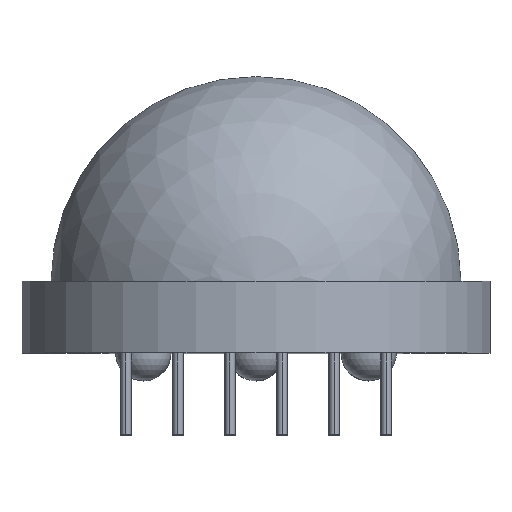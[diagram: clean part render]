
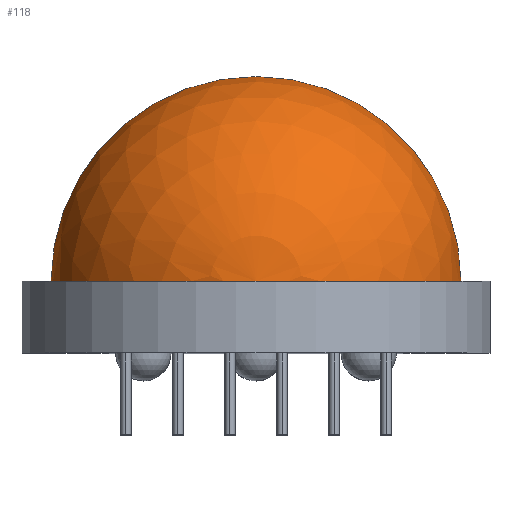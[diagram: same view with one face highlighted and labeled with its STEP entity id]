
A CAD part, top view. The second image highlights one B-rep face of the part: STEP entity #118.
In plain terms, the highlighted spherical face has radius 10 mm.
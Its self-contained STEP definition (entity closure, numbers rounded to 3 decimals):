
#118 = ADVANCED_FACE ( 'NONE', ( #9491 ), #9495, .T. ) ;
#179 = EDGE_CURVE ( 'NONE', #2816, #2814, #9950, .T. ) ;
#180 = EDGE_CURVE ( 'NONE', #2816, #2813, #7521, .T. ) ;
#381 = AXIS2_PLACEMENT_3D ( 'NONE', #4774, #4778, #4779 ) ;
#382 = AXIS2_PLACEMENT_3D ( 'NONE', #4780, #4781, #4782 ) ;
#925 = EDGE_LOOP ( 'NONE', ( #3849, #3850, #3851, #3853, #3852 ) ) ;
#2813 = VERTEX_POINT ( 'NONE', #6906 ) ;
#2814 = VERTEX_POINT ( 'NONE', #6907 ) ;
#2816 = VERTEX_POINT ( 'NONE', #6909 ) ;
#2958 = VERTEX_POINT ( 'NONE', #7016 ) ;
#2959 = VERTEX_POINT ( 'NONE', #7017 ) ;
#3849 = ORIENTED_EDGE ( 'NONE', *, *, #179, .F. ) ;
#3850 = ORIENTED_EDGE ( 'NONE', *, *, #180, .T. ) ;
#3851 = ORIENTED_EDGE ( 'NONE', *, *, #9903, .F. ) ;
#3852 = ORIENTED_EDGE ( 'NONE', *, *, #9905, .F. ) ;
#3853 = ORIENTED_EDGE ( 'NONE', *, *, #9904, .F. ) ;
#4528 = CARTESIAN_POINT ( 'NONE',  ( 0., 0., 0. ) ) ;
#4529 = DIRECTION ( 'NONE',  ( 0., 0., -1. ) ) ;
#4530 = DIRECTION ( 'NONE',  ( -1., 0., 0. ) ) ;
#4774 = CARTESIAN_POINT ( 'NONE',  ( 0., 0., 0. ) ) ;
#4778 = DIRECTION ( 'NONE',  ( 0., 0., -1. ) ) ;
#4779 = DIRECTION ( 'NONE',  ( -1., 0., 0. ) ) ;
#4780 = CARTESIAN_POINT ( 'NONE',  ( 0., 0., 0. ) ) ;
#4781 = DIRECTION ( 'NONE',  ( 0., 0., 1. ) ) ;
#4782 = DIRECTION ( 'NONE',  ( 1., 0., 0. ) ) ;
#6906 = CARTESIAN_POINT ( 'NONE',  ( -10., 0., 0. ) ) ;
#6907 = CARTESIAN_POINT ( 'NONE',  ( 10., 0., 0. ) ) ;
#6909 = CARTESIAN_POINT ( 'NONE',  ( 0., 10., 0. ) ) ;
#7016 = CARTESIAN_POINT ( 'NONE',  ( -9.908, 0., 1.35 ) ) ;
#7017 = CARTESIAN_POINT ( 'NONE',  ( 9.908, 0., 1.35 ) ) ;
#7492 = AXIS2_PLACEMENT_3D ( 'NONE', #10070, #10071, #10072 ) ;
#7494 = AXIS2_PLACEMENT_3D ( 'NONE', #10058, #10068, #10069 ) ;
#7499 = AXIS2_PLACEMENT_3D ( 'NONE', #10073, #10074, #10075 ) ;
#7521 = CIRCLE ( 'NONE', #382, 10. ) ;
#7583 = CIRCLE ( 'NONE', #7494, 10. ) ;
#7584 = CIRCLE ( 'NONE', #7492, 10. ) ;
#7585 = CIRCLE ( 'NONE', #7499, 10. ) ;
#9491 = FACE_OUTER_BOUND ( 'NONE', #925, .T. ) ;
#9494 = AXIS2_PLACEMENT_3D ( 'NONE', #4528, #4529, #4530 ) ;
#9495 = SPHERICAL_SURFACE ( 'NONE', #9494, 10. ) ;
#9903 = EDGE_CURVE ( 'NONE', #2958, #2813, #7583, .T. ) ;
#9904 = EDGE_CURVE ( 'NONE', #2959, #2958, #7584, .T. ) ;
#9905 = EDGE_CURVE ( 'NONE', #2814, #2959, #7585, .T. ) ;
#9950 = CIRCLE ( 'NONE', #381, 10. ) ;
#10058 = CARTESIAN_POINT ( 'NONE',  ( 0., 0., 0. ) ) ;
#10068 = DIRECTION ( 'NONE',  ( 0., -1., 0. ) ) ;
#10069 = DIRECTION ( 'NONE',  ( 0., 0., -1. ) ) ;
#10070 = CARTESIAN_POINT ( 'NONE',  ( 0., 0., 0. ) ) ;
#10071 = DIRECTION ( 'NONE',  ( 0., -1., 0. ) ) ;
#10072 = DIRECTION ( 'NONE',  ( 0., 0., -1. ) ) ;
#10073 = CARTESIAN_POINT ( 'NONE',  ( 0., 0., 0. ) ) ;
#10074 = DIRECTION ( 'NONE',  ( 0., -1., 0. ) ) ;
#10075 = DIRECTION ( 'NONE',  ( 0., 0., -1. ) ) ;
